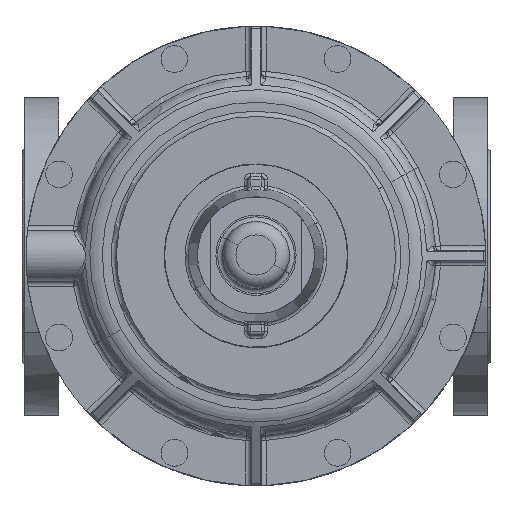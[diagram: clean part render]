
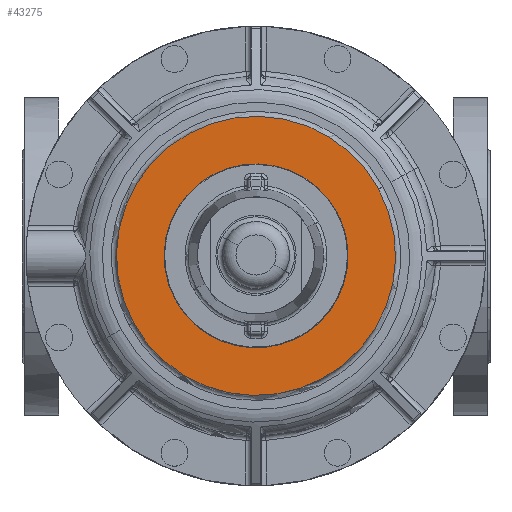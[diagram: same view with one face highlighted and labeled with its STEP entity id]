
A CAD part, top view. The second image highlights one B-rep face of the part: STEP entity #43275.
In plain terms, the highlighted planar face has unit normal (0, 0, 1).
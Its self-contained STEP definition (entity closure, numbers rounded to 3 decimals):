
#43059=CARTESIAN_POINT('Vertex',(-73.278,-40.032,209.5)) ;
#43062=CARTESIAN_POINT('Axis2P3D Location',(0.,0.,209.5)) ;
#43066=CARTESIAN_POINT('Vertex',(73.278,40.032,209.5)) ;
#43086=CARTESIAN_POINT('Axis2P3D Location',(0.,0.,209.5)) ;
#43195=CARTESIAN_POINT('Axis2P3D Location',(83.5,0.,209.5)) ;
#43205=CARTESIAN_POINT('Control Point',(-47.828,-26.129,209.5)) ;
#43206=CARTESIAN_POINT('Control Point',(-45.401,-30.572,209.5)) ;
#43207=CARTESIAN_POINT('Control Point',(-42.458,-34.733,209.5)) ;
#43208=CARTESIAN_POINT('Control Point',(-39.041,-38.534,209.5)) ;
#43209=CARTESIAN_POINT('Control Point',(-31.39,-45.27,209.5)) ;
#43210=CARTESIAN_POINT('Control Point',(-22.399,-50.073,209.5)) ;
#43211=CARTESIAN_POINT('Control Point',(-17.641,-51.941,209.5)) ;
#43212=CARTESIAN_POINT('Control Point',(-7.783,-54.535,209.5)) ;
#43213=CARTESIAN_POINT('Control Point',(2.407,-54.802,209.5)) ;
#43214=CARTESIAN_POINT('Control Point',(7.497,-54.34,209.5)) ;
#43215=CARTESIAN_POINT('Control Point',(17.473,-52.243,209.5)) ;
#43216=CARTESIAN_POINT('Control Point',(26.703,-47.917,209.5)) ;
#43217=CARTESIAN_POINT('Control Point',(31.046,-45.223,209.5)) ;
#43218=CARTESIAN_POINT('Control Point',(39.026,-38.88,209.5)) ;
#43219=CARTESIAN_POINT('Control Point',(45.339,-30.877,209.5)) ;
#43220=CARTESIAN_POINT('Control Point',(48.016,-26.523,209.5)) ;
#43221=CARTESIAN_POINT('Control Point',(52.309,-17.277,209.5)) ;
#43222=CARTESIAN_POINT('Control Point',(54.368,-7.293,209.5)) ;
#43223=CARTESIAN_POINT('Control Point',(54.811,-2.202,209.5)) ;
#43224=CARTESIAN_POINT('Control Point',(54.583,5.408,209.5)) ;
#43225=CARTESIAN_POINT('Control Point',(53.058,12.827,209.5)) ;
#43226=CARTESIAN_POINT('Control Point',(52.413,15.247,209.5)) ;
#43227=CARTESIAN_POINT('Control Point',(51.632,17.625,209.5)) ;
#43228=CARTESIAN_POINT('Control Point',(50.717,19.95,209.5)) ;
#43229=CARTESIAN_POINT('Vertex',(-47.828,-26.129,209.5)) ;
#43231=CARTESIAN_POINT('Vertex',(50.717,19.95,209.5)) ;
#43235=CARTESIAN_POINT('Control Point',(47.828,26.129,209.5)) ;
#43236=CARTESIAN_POINT('Control Point',(45.401,30.572,209.5)) ;
#43237=CARTESIAN_POINT('Control Point',(42.458,34.733,209.5)) ;
#43238=CARTESIAN_POINT('Control Point',(39.041,38.534,209.5)) ;
#43239=CARTESIAN_POINT('Control Point',(31.39,45.27,209.5)) ;
#43240=CARTESIAN_POINT('Control Point',(22.399,50.073,209.5)) ;
#43241=CARTESIAN_POINT('Control Point',(17.641,51.941,209.5)) ;
#43242=CARTESIAN_POINT('Control Point',(7.783,54.535,209.5)) ;
#43243=CARTESIAN_POINT('Control Point',(-2.407,54.802,209.5)) ;
#43244=CARTESIAN_POINT('Control Point',(-7.497,54.34,209.5)) ;
#43245=CARTESIAN_POINT('Control Point',(-17.473,52.243,209.5)) ;
#43246=CARTESIAN_POINT('Control Point',(-26.703,47.917,209.5)) ;
#43247=CARTESIAN_POINT('Control Point',(-31.046,45.223,209.5)) ;
#43248=CARTESIAN_POINT('Control Point',(-39.026,38.88,209.5)) ;
#43249=CARTESIAN_POINT('Control Point',(-45.339,30.877,209.5)) ;
#43250=CARTESIAN_POINT('Control Point',(-48.016,26.523,209.5)) ;
#43251=CARTESIAN_POINT('Control Point',(-52.309,17.277,209.5)) ;
#43252=CARTESIAN_POINT('Control Point',(-54.368,7.293,209.5)) ;
#43253=CARTESIAN_POINT('Control Point',(-54.811,2.202,209.5)) ;
#43254=CARTESIAN_POINT('Control Point',(-54.542,-6.781,209.5)) ;
#43255=CARTESIAN_POINT('Control Point',(-52.465,-15.499,209.5)) ;
#43256=CARTESIAN_POINT('Control Point',(-51.233,-19.183,209.5)) ;
#43257=CARTESIAN_POINT('Control Point',(-49.681,-22.738,209.5)) ;
#43258=CARTESIAN_POINT('Control Point',(-47.828,-26.129,209.5)) ;
#43259=CARTESIAN_POINT('Vertex',(47.828,26.129,209.5)) ;
#43263=CARTESIAN_POINT('Control Point',(50.717,19.95,209.5)) ;
#43264=CARTESIAN_POINT('Control Point',(50.218,21.22,209.5)) ;
#43265=CARTESIAN_POINT('Control Point',(49.679,22.474,209.5)) ;
#43266=CARTESIAN_POINT('Control Point',(49.099,23.714,209.5)) ;
#43267=CARTESIAN_POINT('Control Point',(48.482,24.932,209.5)) ;
#43268=CARTESIAN_POINT('Control Point',(47.828,26.129,209.5)) ;
#43063=DIRECTION('Axis2P3D Direction',(0.,0.,1.)) ;
#43087=DIRECTION('Axis2P3D Direction',(0.,0.,1.)) ;
#43196=DIRECTION('Axis2P3D Direction',(0.,0.,1.)) ;
#43197=DIRECTION('Axis2P3D XDirection',(1.,0.,0.)) ;
#43064=AXIS2_PLACEMENT_3D('Circle Axis2P3D',#43062,#43063,$) ;
#43088=AXIS2_PLACEMENT_3D('Circle Axis2P3D',#43086,#43087,$) ;
#43198=AXIS2_PLACEMENT_3D('Plane Axis2P3D',#43195,#43196,#43197) ;
#43201=ORIENTED_EDGE('',*,*,#43090,.T.) ;
#43202=ORIENTED_EDGE('',*,*,#43068,.T.) ;
#43271=ORIENTED_EDGE('',*,*,#43233,.F.) ;
#43272=ORIENTED_EDGE('',*,*,#43261,.F.) ;
#43273=ORIENTED_EDGE('',*,*,#43269,.F.) ;
#43274=FACE_BOUND('',#43270,.T.) ;
#43275=ADVANCED_FACE('Brep With Voids',(#43203,#43274),#43199,.T.) ;
#43204=B_SPLINE_CURVE_WITH_KNOTS('',5,(#43205,#43206,#43207,#43208,#43209,#43210,#43211,#43212,#43213,#43214,#43215,#43216,#43217,#43218,#43219,#43220,#43221,#43222,#43223,#43224,#43225,#43226,#43227,#43228),.UNSPECIFIED.,.F.,.U.,(6,3,3,3,3,3,3,6),(0.,35.877,71.753,107.63,143.507,179.383,215.26,232.969),.UNSPECIFIED.) ;
#43234=B_SPLINE_CURVE_WITH_KNOTS('',5,(#43235,#43236,#43237,#43238,#43239,#43240,#43241,#43242,#43243,#43244,#43245,#43246,#43247,#43248,#43249,#43250,#43251,#43252,#43253,#43254,#43255,#43256,#43257,#43258),.UNSPECIFIED.,.F.,.U.,(6,3,3,3,3,3,3,6),(0.,35.878,71.755,107.633,143.51,179.388,215.265,242.646),.UNSPECIFIED.) ;
#43262=B_SPLINE_CURVE_WITH_KNOTS('',5,(#43263,#43264,#43265,#43266,#43267,#43268),.UNSPECIFIED.,.F.,.U.,(6,6),(0.,9.65),.UNSPECIFIED.) ;
#43065=CIRCLE('generated circle',#43064,83.5) ;
#43089=CIRCLE('generated circle',#43088,83.5) ;
#43068=EDGE_CURVE('',#43067,#43060,#43065,.T.) ;
#43090=EDGE_CURVE('',#43060,#43067,#43089,.T.) ;
#43233=EDGE_CURVE('',#43230,#43232,#43204,.T.) ;
#43261=EDGE_CURVE('',#43260,#43230,#43234,.T.) ;
#43269=EDGE_CURVE('',#43232,#43260,#43262,.T.) ;
#43200=EDGE_LOOP('',(#43201,#43202)) ;
#43270=EDGE_LOOP('',(#43271,#43272,#43273)) ;
#43203=FACE_OUTER_BOUND('',#43200,.T.) ;
#43199=PLANE('',#43198) ;
#43060=VERTEX_POINT('',#43059) ;
#43067=VERTEX_POINT('',#43066) ;
#43230=VERTEX_POINT('',#43229) ;
#43232=VERTEX_POINT('',#43231) ;
#43260=VERTEX_POINT('',#43259) ;
